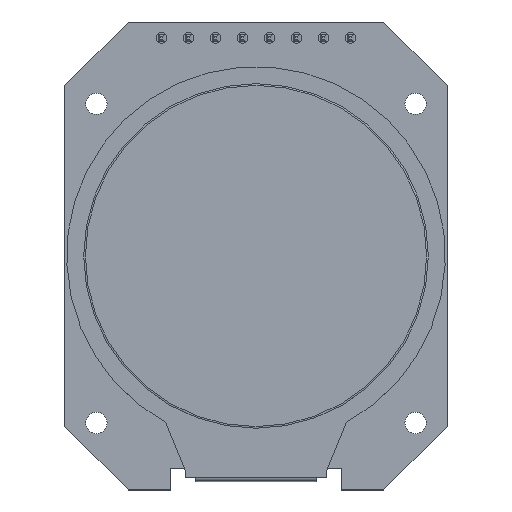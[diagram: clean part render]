
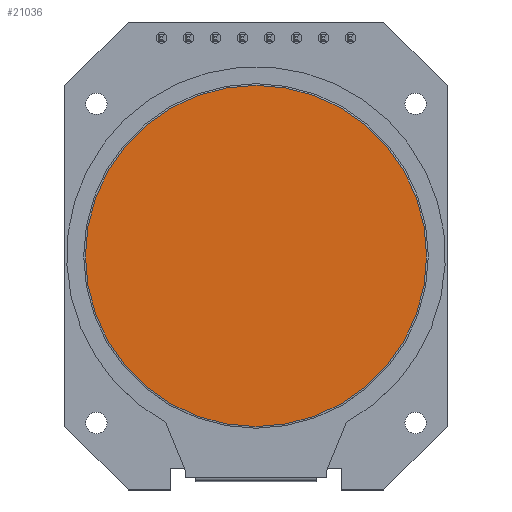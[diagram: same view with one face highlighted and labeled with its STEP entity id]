
A CAD part, top view. The second image highlights one B-rep face of the part: STEP entity #21036.
In plain terms, the highlighted planar face has unit normal (0, 0, 1).
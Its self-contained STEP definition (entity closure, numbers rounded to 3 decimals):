
#1257=PLANE('',#22429);
#2320=FACE_OUTER_BOUND('',#3439,.T.);
#3439=EDGE_LOOP('',(#19753));
#3619=CIRCLE('',#22426,16.041);
#11007=VERTEX_POINT('',#33666);
#13948=EDGE_CURVE('',#11007,#11007,#3619,.T.);
#19753=ORIENTED_EDGE('',*,*,#13948,.F.);
#21036=ADVANCED_FACE('',(#2320),#1257,.T.);
#22426=AXIS2_PLACEMENT_3D('',#33667,#27680,#27681);
#22429=AXIS2_PLACEMENT_3D('',#33671,#27686,#27687);
#27680=DIRECTION('center_axis',(0.,0.,
-1.));
#27681=DIRECTION('ref_axis',(-1.,0.,0.));
#27686=DIRECTION('center_axis',(0.,0.,
1.));
#27687=DIRECTION('ref_axis',(1.,0.,0.));
#33666=CARTESIAN_POINT('',(16.041,0.,1.625));
#33667=CARTESIAN_POINT('Origin',(0.,0.,
1.625));
#33671=CARTESIAN_POINT('Origin',(0.,0.,1.625));
